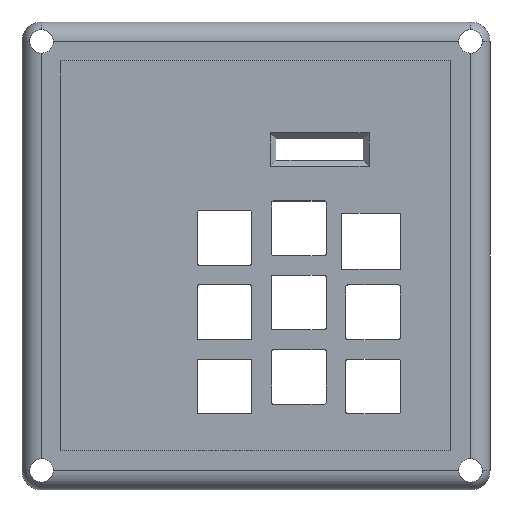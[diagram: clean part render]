
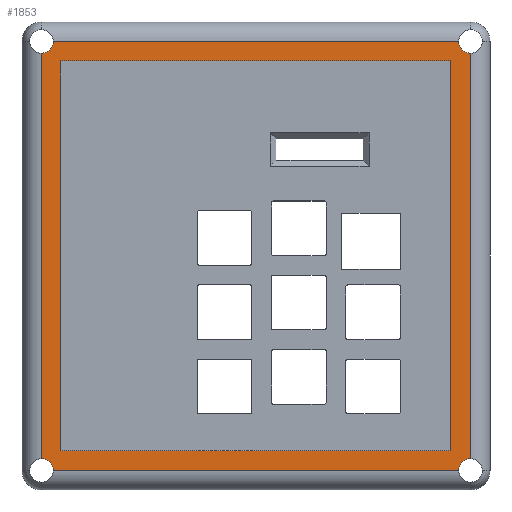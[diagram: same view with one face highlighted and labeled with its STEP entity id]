
A CAD part, top view. The second image highlights one B-rep face of the part: STEP entity #1853.
In plain terms, the highlighted planar face has unit normal (0, 0, 1).
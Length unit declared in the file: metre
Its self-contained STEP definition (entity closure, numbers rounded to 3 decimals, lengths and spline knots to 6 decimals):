
#58=PLANE('',#2041);
#59=LINE('',#2602,#231);
#61=LINE('',#2617,#233);
#63=LINE('',#2641,#235);
#65=LINE('',#2665,#237);
#225=LINE('',#3134,#397);
#226=LINE('',#3136,#398);
#228=LINE('',#3140,#400);
#230=LINE('',#3144,#402);
#231=VECTOR('',#2066,1.);
#233=VECTOR('',#2070,1.);
#235=VECTOR('',#2092,1.);
#237=VECTOR('',#2098,1.);
#397=VECTOR('',#2552,1.);
#398=VECTOR('',#2555,1.);
#400=VECTOR('',#2559,1.);
#402=VECTOR('',#2563,1.);
#955=ORIENTED_EDGE('',*,*,#993,.T.);
#956=ORIENTED_EDGE('',*,*,#1251,.T.);
#957=ORIENTED_EDGE('',*,*,#1007,.T.);
#958=ORIENTED_EDGE('',*,*,#1252,.T.);
#959=ORIENTED_EDGE('',*,*,#1013,.T.);
#960=ORIENTED_EDGE('',*,*,#1253,.T.);
#961=ORIENTED_EDGE('',*,*,#997,.T.);
#962=ORIENTED_EDGE('',*,*,#1254,.T.);
#963=ORIENTED_EDGE('',*,*,#1246,.F.);
#964=ORIENTED_EDGE('',*,*,#1245,.T.);
#965=ORIENTED_EDGE('',*,*,#1250,.T.);
#966=ORIENTED_EDGE('',*,*,#1248,.F.);
#993=EDGE_CURVE('',#1262,#1261,#59,.T.);
#997=EDGE_CURVE('',#1264,#1263,#61,.T.);
#1007=EDGE_CURVE('',#1271,#1272,#63,.F.);
#1013=EDGE_CURVE('',#1276,#1275,#65,.F.);
#1245=EDGE_CURVE('',#1431,#1432,#225,.T.);
#1246=EDGE_CURVE('',#1431,#1433,#226,.T.);
#1248=EDGE_CURVE('',#1433,#1434,#228,.T.);
#1250=EDGE_CURVE('',#1432,#1434,#230,.T.);
#1251=EDGE_CURVE('',#1261,#1271,#1519,.F.);
#1252=EDGE_CURVE('',#1272,#1276,#1520,.F.);
#1253=EDGE_CURVE('',#1275,#1264,#1521,.F.);
#1254=EDGE_CURVE('',#1263,#1262,#1522,.F.);
#1261=VERTEX_POINT('',#2601);
#1262=VERTEX_POINT('',#2603);
#1263=VERTEX_POINT('',#2616);
#1264=VERTEX_POINT('',#2618);
#1271=VERTEX_POINT('',#2642);
#1272=VERTEX_POINT('',#2643);
#1275=VERTEX_POINT('',#2664);
#1276=VERTEX_POINT('',#2666);
#1431=VERTEX_POINT('',#3131);
#1432=VERTEX_POINT('',#3133);
#1433=VERTEX_POINT('',#3137);
#1434=VERTEX_POINT('',#3141);
#1519=CIRCLE('',#2042,0.003);
#1520=CIRCLE('',#2043,0.003);
#1521=CIRCLE('',#2044,0.003);
#1522=CIRCLE('',#2045,0.003);
#1633=EDGE_LOOP('',(#955,#956,#957,#958,#959,#960,#961,#962));
#1634=EDGE_LOOP('',(#963,#964,#965,#966));
#1753=FACE_BOUND('',#1633,.T.);
#1754=FACE_BOUND('',#1634,.T.);
#1853=ADVANCED_FACE('',(#1753,#1754),#58,.T.);
#2041=AXIS2_PLACEMENT_3D('',#3145,#2564,#2565);
#2042=AXIS2_PLACEMENT_3D('',#3146,#2566,#2567);
#2043=AXIS2_PLACEMENT_3D('',#3147,#2568,#2569);
#2044=AXIS2_PLACEMENT_3D('',#3148,#2570,#2571);
#2045=AXIS2_PLACEMENT_3D('',#3149,#2572,#2573);
#2066=DIRECTION('',(-1.,0.,0.));
#2070=DIRECTION('',(0.,1.,0.));
#2092=DIRECTION('',(0.,1.,0.));
#2098=DIRECTION('',(-1.,0.,0.));
#2552=DIRECTION('',(1.,0.,0.));
#2555=DIRECTION('',(0.,-1.,0.));
#2559=DIRECTION('',(1.,0.,0.));
#2563=DIRECTION('',(0.,-1.,0.));
#2564=DIRECTION('',(0.,0.,1.));
#2565=DIRECTION('',(1.,0.,0.));
#2566=DIRECTION('',(0.,0.,1.));
#2567=DIRECTION('',(1.,0.,0.));
#2568=DIRECTION('',(0.,0.,1.));
#2569=DIRECTION('',(1.,0.,0.));
#2570=DIRECTION('',(0.,0.,1.));
#2571=DIRECTION('',(1.,0.,0.));
#2572=DIRECTION('',(0.,0.,1.));
#2573=DIRECTION('',(1.,0.,0.));
#2601=CARTESIAN_POINT('',(-0.062979,0.068187,0.005));
#2602=CARTESIAN_POINT('',(-0.065979,0.068187,0.005));
#2603=CARTESIAN_POINT('',(0.041021,0.068187,0.005));
#2616=CARTESIAN_POINT('',(0.044021,0.065187,0.005));
#2617=CARTESIAN_POINT('',(0.044021,0.068187,0.005));
#2618=CARTESIAN_POINT('',(0.044021,-0.038813,0.005));
#2641=CARTESIAN_POINT('',(-0.065979,0.013187,0.005));
#2642=CARTESIAN_POINT('',(-0.065979,0.065187,0.005));
#2643=CARTESIAN_POINT('',(-0.065979,-0.038813,0.005));
#2664=CARTESIAN_POINT('',(0.041021,-0.041813,0.005));
#2665=CARTESIAN_POINT('',(-0.010979,-0.041813,0.005));
#2666=CARTESIAN_POINT('',(-0.062979,-0.041813,0.005));
#3131=CARTESIAN_POINT('',(-0.060979,0.063187,0.005));
#3133=CARTESIAN_POINT('',(0.039021,0.063187,0.005));
#3134=CARTESIAN_POINT('',(-0.010979,0.063187,0.005));
#3136=CARTESIAN_POINT('',(-0.060979,0.013187,0.005));
#3137=CARTESIAN_POINT('',(-0.060979,-0.036813,0.005));
#3140=CARTESIAN_POINT('',(-0.010979,-0.036813,0.005));
#3141=CARTESIAN_POINT('',(0.039021,-0.036813,0.005));
#3144=CARTESIAN_POINT('',(0.039021,0.013187,0.005));
#3145=CARTESIAN_POINT('',(-0.010979,0.013187,0.005));
#3146=CARTESIAN_POINT('',(-0.065979,0.068187,0.005));
#3147=CARTESIAN_POINT('',(-0.065979,-0.041813,0.005));
#3148=CARTESIAN_POINT('',(0.044021,-0.041813,0.005));
#3149=CARTESIAN_POINT('',(0.044021,0.068187,0.005));
